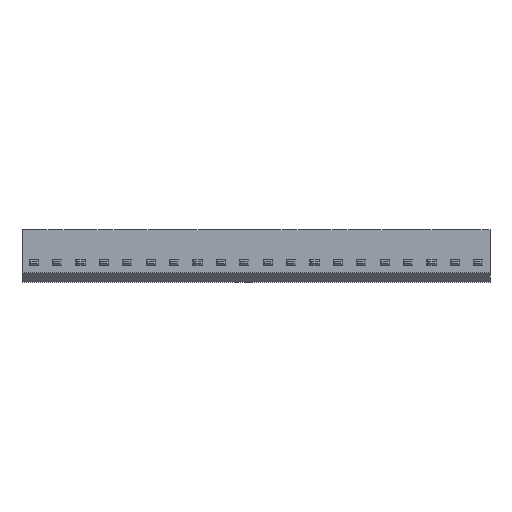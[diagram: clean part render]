
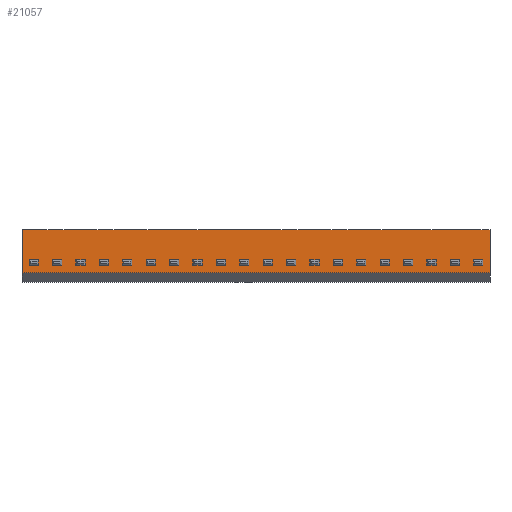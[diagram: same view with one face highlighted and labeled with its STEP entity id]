
A CAD part, top view. The second image highlights one B-rep face of the part: STEP entity #21057.
In plain terms, the highlighted planar face has unit normal (0, 0, 1).
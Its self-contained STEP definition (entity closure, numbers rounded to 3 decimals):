
#21057 = ADVANCED_FACE('',(#21058),#21072,.T.);
#21058 = FACE_BOUND('',#21059,.T.);
#21059 = EDGE_LOOP('',(#21060,#21095,#21123,#21151));
#21060 = ORIENTED_EDGE('',*,*,#21061,.T.);
#21061 = EDGE_CURVE('',#21062,#21064,#21066,.T.);
#21062 = VERTEX_POINT('',#21063);
#21063 = CARTESIAN_POINT('',(-1.25,-1.1,3.2));
#21064 = VERTEX_POINT('',#21065);
#21065 = CARTESIAN_POINT('',(48.75,-1.1,3.2));
#21066 = SURFACE_CURVE('',#21067,(#21071,#21083),.PCURVE_S1.);
#21067 = LINE('',#21068,#21069);
#21068 = CARTESIAN_POINT('',(-1.25,-1.1,3.2));
#21069 = VECTOR('',#21070,1.);
#21070 = DIRECTION('',(1.,0.,0.));
#21071 = PCURVE('',#21072,#21077);
#21072 = PLANE('',#21073);
#21073 = AXIS2_PLACEMENT_3D('',#21074,#21075,#21076);
#21074 = CARTESIAN_POINT('',(-1.25,-1.1,3.2));
#21075 = DIRECTION('',(0.,0.,1.));
#21076 = DIRECTION('',(0.,1.,0.));
#21077 = DEFINITIONAL_REPRESENTATION('',(#21078),#21082);
#21078 = LINE('',#21079,#21080);
#21079 = CARTESIAN_POINT('',(0.,0.));
#21080 = VECTOR('',#21081,1.);
#21081 = DIRECTION('',(0.,-1.));
#21082 = ( GEOMETRIC_REPRESENTATION_CONTEXT(2) 
PARAMETRIC_REPRESENTATION_CONTEXT() REPRESENTATION_CONTEXT('2D SPACE',''
  ) );
#21083 = PCURVE('',#21084,#21089);
#21084 = PLANE('',#21085);
#21085 = AXIS2_PLACEMENT_3D('',#21086,#21087,#21088);
#21086 = CARTESIAN_POINT('',(-1.25,-1.1,3.2));
#21087 = DIRECTION('',(0.,0.707,-0.707));
#21088 = DIRECTION('',(0.,-0.707,-0.707));
#21089 = DEFINITIONAL_REPRESENTATION('',(#21090),#21094);
#21090 = LINE('',#21091,#21092);
#21091 = CARTESIAN_POINT('',(0.,0.));
#21092 = VECTOR('',#21093,1.);
#21093 = DIRECTION('',(0.,-1.));
#21094 = ( GEOMETRIC_REPRESENTATION_CONTEXT(2) 
PARAMETRIC_REPRESENTATION_CONTEXT() REPRESENTATION_CONTEXT('2D SPACE',''
  ) );
#21095 = ORIENTED_EDGE('',*,*,#21096,.T.);
#21096 = EDGE_CURVE('',#21064,#21097,#21099,.T.);
#21097 = VERTEX_POINT('',#21098);
#21098 = CARTESIAN_POINT('',(48.75,3.5,3.2));
#21099 = SURFACE_CURVE('',#21100,(#21104,#21111),.PCURVE_S1.);
#21100 = LINE('',#21101,#21102);
#21101 = CARTESIAN_POINT('',(48.75,-1.1,3.2));
#21102 = VECTOR('',#21103,1.);
#21103 = DIRECTION('',(0.,1.,0.));
#21104 = PCURVE('',#21072,#21105);
#21105 = DEFINITIONAL_REPRESENTATION('',(#21106),#21110);
#21106 = LINE('',#21107,#21108);
#21107 = CARTESIAN_POINT('',(0.,-50.));
#21108 = VECTOR('',#21109,1.);
#21109 = DIRECTION('',(1.,0.));
#21110 = ( GEOMETRIC_REPRESENTATION_CONTEXT(2) 
PARAMETRIC_REPRESENTATION_CONTEXT() REPRESENTATION_CONTEXT('2D SPACE',''
  ) );
#21111 = PCURVE('',#21112,#21117);
#21112 = PLANE('',#21113);
#21113 = AXIS2_PLACEMENT_3D('',#21114,#21115,#21116);
#21114 = CARTESIAN_POINT('',(48.75,0.951,1.622));
#21115 = DIRECTION('',(1.,0.,0.));
#21116 = DIRECTION('',(0.,0.,1.));
#21117 = DEFINITIONAL_REPRESENTATION('',(#21118),#21122);
#21118 = LINE('',#21119,#21120);
#21119 = CARTESIAN_POINT('',(1.578,2.051));
#21120 = VECTOR('',#21121,1.);
#21121 = DIRECTION('',(0.,-1.));
#21122 = ( GEOMETRIC_REPRESENTATION_CONTEXT(2) 
PARAMETRIC_REPRESENTATION_CONTEXT() REPRESENTATION_CONTEXT('2D SPACE',''
  ) );
#21123 = ORIENTED_EDGE('',*,*,#21124,.F.);
#21124 = EDGE_CURVE('',#21125,#21097,#21127,.T.);
#21125 = VERTEX_POINT('',#21126);
#21126 = CARTESIAN_POINT('',(-1.25,3.5,3.2));
#21127 = SURFACE_CURVE('',#21128,(#21132,#21139),.PCURVE_S1.);
#21128 = LINE('',#21129,#21130);
#21129 = CARTESIAN_POINT('',(-1.25,3.5,3.2));
#21130 = VECTOR('',#21131,1.);
#21131 = DIRECTION('',(1.,0.,0.));
#21132 = PCURVE('',#21072,#21133);
#21133 = DEFINITIONAL_REPRESENTATION('',(#21134),#21138);
#21134 = LINE('',#21135,#21136);
#21135 = CARTESIAN_POINT('',(4.6,0.));
#21136 = VECTOR('',#21137,1.);
#21137 = DIRECTION('',(0.,-1.));
#21138 = ( GEOMETRIC_REPRESENTATION_CONTEXT(2) 
PARAMETRIC_REPRESENTATION_CONTEXT() REPRESENTATION_CONTEXT('2D SPACE',''
  ) );
#21139 = PCURVE('',#21140,#21145);
#21140 = PLANE('',#21141);
#21141 = AXIS2_PLACEMENT_3D('',#21142,#21143,#21144);
#21142 = CARTESIAN_POINT('',(-1.25,3.5,3.2));
#21143 = DIRECTION('',(0.,1.,0.));
#21144 = DIRECTION('',(0.,0.,-1.));
#21145 = DEFINITIONAL_REPRESENTATION('',(#21146),#21150);
#21146 = LINE('',#21147,#21148);
#21147 = CARTESIAN_POINT('',(0.,0.));
#21148 = VECTOR('',#21149,1.);
#21149 = DIRECTION('',(0.,-1.));
#21150 = ( GEOMETRIC_REPRESENTATION_CONTEXT(2) 
PARAMETRIC_REPRESENTATION_CONTEXT() REPRESENTATION_CONTEXT('2D SPACE',''
  ) );
#21151 = ORIENTED_EDGE('',*,*,#21152,.F.);
#21152 = EDGE_CURVE('',#21062,#21125,#21153,.T.);
#21153 = SURFACE_CURVE('',#21154,(#21158,#21165),.PCURVE_S1.);
#21154 = LINE('',#21155,#21156);
#21155 = CARTESIAN_POINT('',(-1.25,-1.1,3.2));
#21156 = VECTOR('',#21157,1.);
#21157 = DIRECTION('',(0.,1.,0.));
#21158 = PCURVE('',#21072,#21159);
#21159 = DEFINITIONAL_REPRESENTATION('',(#21160),#21164);
#21160 = LINE('',#21161,#21162);
#21161 = CARTESIAN_POINT('',(0.,0.));
#21162 = VECTOR('',#21163,1.);
#21163 = DIRECTION('',(1.,0.));
#21164 = ( GEOMETRIC_REPRESENTATION_CONTEXT(2) 
PARAMETRIC_REPRESENTATION_CONTEXT() REPRESENTATION_CONTEXT('2D SPACE',''
  ) );
#21165 = PCURVE('',#21166,#21171);
#21166 = PLANE('',#21167);
#21167 = AXIS2_PLACEMENT_3D('',#21168,#21169,#21170);
#21168 = CARTESIAN_POINT('',(-1.25,0.951,1.622));
#21169 = DIRECTION('',(1.,0.,0.));
#21170 = DIRECTION('',(0.,0.,1.));
#21171 = DEFINITIONAL_REPRESENTATION('',(#21172),#21176);
#21172 = LINE('',#21173,#21174);
#21173 = CARTESIAN_POINT('',(1.578,2.051));
#21174 = VECTOR('',#21175,1.);
#21175 = DIRECTION('',(0.,-1.));
#21176 = ( GEOMETRIC_REPRESENTATION_CONTEXT(2) 
PARAMETRIC_REPRESENTATION_CONTEXT() REPRESENTATION_CONTEXT('2D SPACE',''
  ) );
